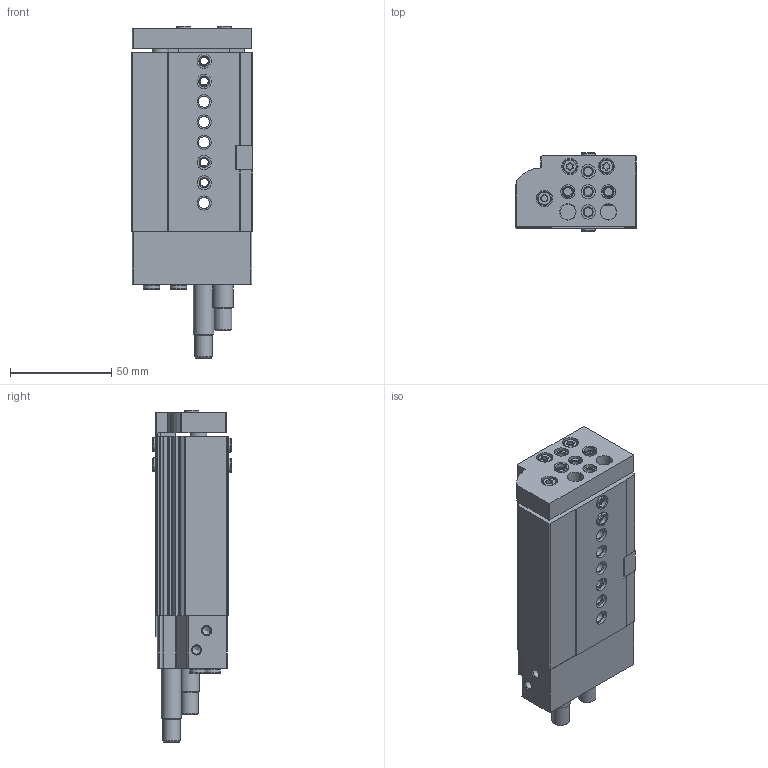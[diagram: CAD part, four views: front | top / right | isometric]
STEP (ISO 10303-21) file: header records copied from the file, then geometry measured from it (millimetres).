
FILE_DESCRIPTION(/* description */ ('STEP AP214'),/* implementation_level */ '2;1');
FILE_NAME(/* name */ '543977_DGSL-12-30-Y3A',/* time_stamp */ '2024-08-16T00:49:35+02:00',/* author */ ('License CC BY-ND 4.0'),/* organization */ ('CADENAS'),/* preprocessor_version */ 'ST-DEVELOPER v19.3',/* originating_system */ 'PARTsolutions',/* authorisation */ ' ');
FILE_SCHEMA (('AUTOMOTIVE_DESIGN {1 0 10303 214 3 1 1}'));
Length unit declared in the file: millimetre
Products named in the file (7): 543977 DGSL-12-30-Y3A---(0); DGSL-12---(30-0-0-30-zr); 548072 DYSW-7-10-Y1F---(SD_0); 174308 B-M5-B; 686786 DGSL-12-AS; DGSL-12---(30-0-JP); 8146544 ZBH-7-B
Assembly tree (13 placements, depth 2):
  543977 DGSL-12-30-Y3A---(0)
    DGSL-12---(30-0-0-30-zr)
    548072 DYSW-7-10-Y1F---(SD_0)  x2
    174308 B-M5-B  x2
    686786 DGSL-12-AS
    DGSL-12---(30-0-JP)
    8146544 ZBH-7-B  x6
Bounding box: 60 x 38.6 x 163.95 mm (x, y, z)
Volume: 203040.1 mm3; surface area: 67401.7 mm2
Topology: 13 solids, 13 shells, 631 faces, 1535 edges, 1000 vertices
Faces by surface type: plane 303, cylinder 244, cone 63, torus 19, sphere 2
Full cylindrical faces by diameter (mm): 2.459 x1, 3 x2, 3.242 x1, 4 x1, 4.134 x17, 5 x2, 5.5 x4, 6 x6, 6.2 x2, 7 x26, 7.2 x2, 7.8 x2, 8 x15, 8.08 x2, 8.6 x2, 8.917 x2, 9 x8, 10 x2, 16 x2
Entity records: 16380 total; most frequent: CARTESIAN_POINT 2853, DIRECTION 2846, ORIENTED_EDGE 2448, EDGE_CURVE 1224, AXIS2_PLACEMENT_3D 1090, VERTEX_POINT 892, FACE_BOUND 834, EDGE_LOOP 829
